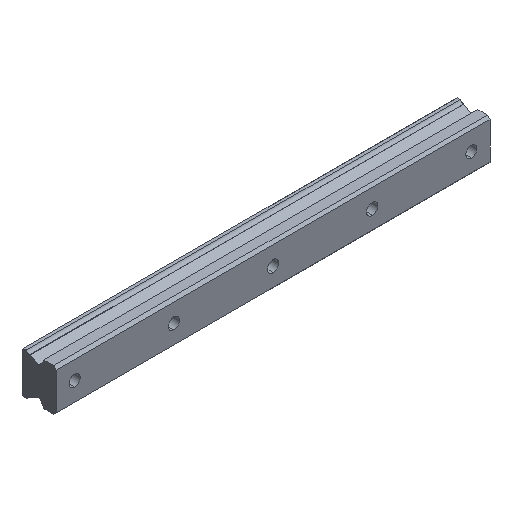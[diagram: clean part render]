
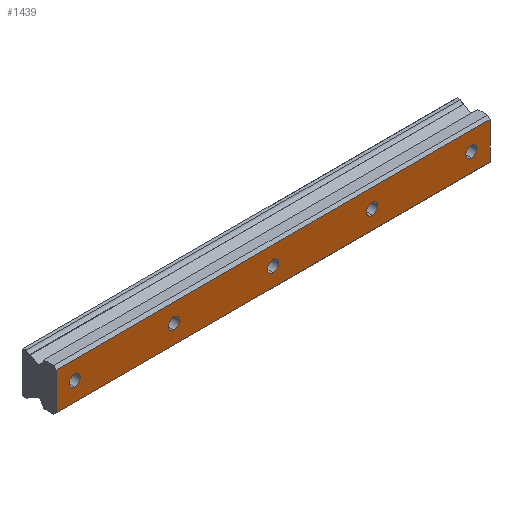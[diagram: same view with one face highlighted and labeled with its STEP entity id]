
A CAD part, isometric view. The second image highlights one B-rep face of the part: STEP entity #1439.
In plain terms, the highlighted planar face has unit normal (0, -1, 0).
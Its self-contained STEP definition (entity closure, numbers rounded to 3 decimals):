
#14 = ORIENTED_EDGE ( 'NONE', *, *, #377, .F. ) ;
#30 = EDGE_LOOP ( 'NONE', ( #811, #1144 ) ) ;
#31 = DIRECTION ( 'NONE',  ( 0., 0., 1. ) ) ;
#34 = CARTESIAN_POINT ( 'NONE',  ( 240., 0., 4.5 ) ) ;
#62 = DIRECTION ( 'NONE',  ( 0., 0., 1. ) ) ;
#74 = FACE_BOUND ( 'NONE', #1662, .T. ) ;
#78 = ORIENTED_EDGE ( 'NONE', *, *, #748, .F. ) ;
#82 = CARTESIAN_POINT ( 'NONE',  ( 80., 0., -4.5 ) ) ;
#84 = CARTESIAN_POINT ( 'NONE',  ( 335., 0., 14.95 ) ) ;
#86 = DIRECTION ( 'NONE',  ( 0., 0., 1. ) ) ;
#98 = VERTEX_POINT ( 'NONE', #34 ) ;
#138 = AXIS2_PLACEMENT_3D ( 'NONE', #619, #225, #86 ) ;
#159 = DIRECTION ( 'NONE',  ( 0., -1., 0. ) ) ;
#164 = DIRECTION ( 'NONE',  ( 0., 0., 1. ) ) ;
#178 = DIRECTION ( 'NONE',  ( 0., -1., 0. ) ) ;
#186 = CARTESIAN_POINT ( 'NONE',  ( 160., 0., 0. ) ) ;
#196 = EDGE_LOOP ( 'NONE', ( #1105, #720 ) ) ;
#198 = CARTESIAN_POINT ( 'NONE',  ( 0., 0., 4.5 ) ) ;
#206 = FACE_OUTER_BOUND ( 'NONE', #1167, .T. ) ;
#214 = DIRECTION ( 'NONE',  ( 0., 0., 1. ) ) ;
#216 = VECTOR ( 'NONE', #936, 1000. ) ;
#221 = VERTEX_POINT ( 'NONE', #1396 ) ;
#225 = DIRECTION ( 'NONE',  ( 0., -1., 0. ) ) ;
#231 = EDGE_CURVE ( 'NONE', #688, #1481, #324, .T. ) ;
#233 = DIRECTION ( 'NONE',  ( 0., 0., 1. ) ) ;
#244 = VECTOR ( 'NONE', #763, 1000. ) ;
#250 = VERTEX_POINT ( 'NONE', #1024 ) ;
#261 = EDGE_CURVE ( 'NONE', #972, #837, #617, .T. ) ;
#271 = AXIS2_PLACEMENT_3D ( 'NONE', #928, #528, #656 ) ;
#307 = LINE ( 'NONE', #989, #1110 ) ;
#324 = CIRCLE ( 'NONE', #838, 4.5 ) ;
#327 = CARTESIAN_POINT ( 'NONE',  ( -15., 0., -14.95 ) ) ;
#346 = EDGE_CURVE ( 'NONE', #1552, #221, #1177, .T. ) ;
#353 = CARTESIAN_POINT ( 'NONE',  ( 240., 0., 0. ) ) ;
#358 = AXIS2_PLACEMENT_3D ( 'NONE', #1328, #670, #31 ) ;
#362 = ORIENTED_EDGE ( 'NONE', *, *, #261, .F. ) ;
#377 = EDGE_CURVE ( 'NONE', #974, #511, #1165, .T. ) ;
#396 = EDGE_CURVE ( 'NONE', #837, #1552, #1068, .T. ) ;
#443 = CIRCLE ( 'NONE', #138, 4.5 ) ;
#446 = AXIS2_PLACEMENT_3D ( 'NONE', #1477, #178, #854 ) ;
#452 = EDGE_CURVE ( 'NONE', #250, #577, #1653, .T. ) ;
#468 = VERTEX_POINT ( 'NONE', #555 ) ;
#469 = EDGE_CURVE ( 'NONE', #1481, #688, #1030, .T. ) ;
#476 = FACE_BOUND ( 'NONE', #30, .T. ) ;
#505 = EDGE_CURVE ( 'NONE', #993, #468, #899, .T. ) ;
#511 = VERTEX_POINT ( 'NONE', #82 ) ;
#528 = DIRECTION ( 'NONE',  ( 0., -1., 0. ) ) ;
#555 = CARTESIAN_POINT ( 'NONE',  ( 160., 0., 4.5 ) ) ;
#562 = CARTESIAN_POINT ( 'NONE',  ( 320., 0., 0. ) ) ;
#577 = VERTEX_POINT ( 'NONE', #870 ) ;
#609 = AXIS2_PLACEMENT_3D ( 'NONE', #84, #1508, #214 ) ;
#617 = LINE ( 'NONE', #1134, #244 ) ;
#619 = CARTESIAN_POINT ( 'NONE',  ( 80., 0., 0. ) ) ;
#637 = DIRECTION ( 'NONE',  ( 0., -1., 0. ) ) ;
#646 = EDGE_LOOP ( 'NONE', ( #14, #878 ) ) ;
#656 = DIRECTION ( 'NONE',  ( 0., 0., 1. ) ) ;
#670 = DIRECTION ( 'NONE',  ( 0., -1., 0. ) ) ;
#672 = AXIS2_PLACEMENT_3D ( 'NONE', #924, #1445, #164 ) ;
#679 = DIRECTION ( 'NONE',  ( 0., 0., 1. ) ) ;
#688 = VERTEX_POINT ( 'NONE', #198 ) ;
#691 = DIRECTION ( 'NONE',  ( 0., -1., 0. ) ) ;
#720 = ORIENTED_EDGE ( 'NONE', *, *, #469, .F. ) ;
#721 = FACE_BOUND ( 'NONE', #196, .T. ) ;
#734 = CARTESIAN_POINT ( 'NONE',  ( 80., 0., 4.5 ) ) ;
#741 = AXIS2_PLACEMENT_3D ( 'NONE', #1420, #637, #1664 ) ;
#748 = EDGE_CURVE ( 'NONE', #221, #972, #307, .T. ) ;
#763 = DIRECTION ( 'NONE',  ( 0., 0., -1. ) ) ;
#774 = VERTEX_POINT ( 'NONE', #1624 ) ;
#783 = ORIENTED_EDGE ( 'NONE', *, *, #396, .F. ) ;
#800 = CARTESIAN_POINT ( 'NONE',  ( 0., 0., -4.5 ) ) ;
#811 = ORIENTED_EDGE ( 'NONE', *, *, #819, .F. ) ;
#819 = EDGE_CURVE ( 'NONE', #468, #993, #970, .T. ) ;
#837 = VERTEX_POINT ( 'NONE', #1325 ) ;
#838 = AXIS2_PLACEMENT_3D ( 'NONE', #1157, #1151, #233 ) ;
#854 = DIRECTION ( 'NONE',  ( 0., 0., 1. ) ) ;
#870 = CARTESIAN_POINT ( 'NONE',  ( 320., 0., 4.5 ) ) ;
#878 = ORIENTED_EDGE ( 'NONE', *, *, #1028, .F. ) ;
#899 = CIRCLE ( 'NONE', #1658, 4.5 ) ;
#924 = CARTESIAN_POINT ( 'NONE',  ( 160., 0., 0. ) ) ;
#928 = CARTESIAN_POINT ( 'NONE',  ( 0., 0., 0. ) ) ;
#929 = CIRCLE ( 'NONE', #741, 4.5 ) ;
#936 = DIRECTION ( 'NONE',  ( -1., 0., 0. ) ) ;
#970 = CIRCLE ( 'NONE', #672, 4.5 ) ;
#972 = VERTEX_POINT ( 'NONE', #1608 ) ;
#974 = VERTEX_POINT ( 'NONE', #734 ) ;
#989 = CARTESIAN_POINT ( 'NONE',  ( 335., 0., 14.95 ) ) ;
#990 = PLANE ( 'NONE',  #609 ) ;
#993 = VERTEX_POINT ( 'NONE', #1111 ) ;
#1011 = EDGE_LOOP ( 'NONE', ( #1360, #1129 ) ) ;
#1024 = CARTESIAN_POINT ( 'NONE',  ( 320., 0., -4.5 ) ) ;
#1028 = EDGE_CURVE ( 'NONE', #511, #974, #443, .T. ) ;
#1030 = CIRCLE ( 'NONE', #271, 4.5 ) ;
#1043 = CARTESIAN_POINT ( 'NONE',  ( -15., 0., 14.95 ) ) ;
#1068 = LINE ( 'NONE', #1170, #216 ) ;
#1105 = ORIENTED_EDGE ( 'NONE', *, *, #231, .F. ) ;
#1110 = VECTOR ( 'NONE', #1496, 1000. ) ;
#1111 = CARTESIAN_POINT ( 'NONE',  ( 160., 0., -4.5 ) ) ;
#1125 = EDGE_CURVE ( 'NONE', #98, #774, #929, .T. ) ;
#1129 = ORIENTED_EDGE ( 'NONE', *, *, #452, .F. ) ;
#1134 = CARTESIAN_POINT ( 'NONE',  ( 335., 0., 14.95 ) ) ;
#1144 = ORIENTED_EDGE ( 'NONE', *, *, #505, .F. ) ;
#1151 = DIRECTION ( 'NONE',  ( 0., -1., 0. ) ) ;
#1157 = CARTESIAN_POINT ( 'NONE',  ( 0., 0., 0. ) ) ;
#1165 = CIRCLE ( 'NONE', #358, 4.5 ) ;
#1167 = EDGE_LOOP ( 'NONE', ( #783, #362, #78, #1409 ) ) ;
#1170 = CARTESIAN_POINT ( 'NONE',  ( 335., 0., -14.95 ) ) ;
#1173 = CIRCLE ( 'NONE', #1502, 4.5 ) ;
#1177 = LINE ( 'NONE', #1043, #1522 ) ;
#1236 = DIRECTION ( 'NONE',  ( 0., 0., 1. ) ) ;
#1238 = FACE_BOUND ( 'NONE', #1011, .T. ) ;
#1246 = ORIENTED_EDGE ( 'NONE', *, *, #1675, .F. ) ;
#1257 = DIRECTION ( 'NONE',  ( 0., -1., 0. ) ) ;
#1325 = CARTESIAN_POINT ( 'NONE',  ( 335., 0., -14.95 ) ) ;
#1328 = CARTESIAN_POINT ( 'NONE',  ( 80., 0., 0. ) ) ;
#1360 = ORIENTED_EDGE ( 'NONE', *, *, #1368, .F. ) ;
#1368 = EDGE_CURVE ( 'NONE', #577, #250, #1553, .T. ) ;
#1373 = ORIENTED_EDGE ( 'NONE', *, *, #1125, .F. ) ;
#1396 = CARTESIAN_POINT ( 'NONE',  ( -15., 0., 14.95 ) ) ;
#1409 = ORIENTED_EDGE ( 'NONE', *, *, #346, .F. ) ;
#1420 = CARTESIAN_POINT ( 'NONE',  ( 240., 0., 0. ) ) ;
#1439 = ADVANCED_FACE ( 'NONE', ( #206, #721, #1238, #74, #476, #1514 ), #990, .F. ) ;
#1445 = DIRECTION ( 'NONE',  ( 0., -1., 0. ) ) ;
#1477 = CARTESIAN_POINT ( 'NONE',  ( 320., 0., 0. ) ) ;
#1481 = VERTEX_POINT ( 'NONE', #800 ) ;
#1496 = DIRECTION ( 'NONE',  ( 1., 0., 0. ) ) ;
#1502 = AXIS2_PLACEMENT_3D ( 'NONE', #353, #1257, #1236 ) ;
#1508 = DIRECTION ( 'NONE',  ( 0., 1., 0. ) ) ;
#1514 = FACE_BOUND ( 'NONE', #646, .T. ) ;
#1522 = VECTOR ( 'NONE', #1582, 1000. ) ;
#1543 = AXIS2_PLACEMENT_3D ( 'NONE', #562, #159, #679 ) ;
#1552 = VERTEX_POINT ( 'NONE', #327 ) ;
#1553 = CIRCLE ( 'NONE', #446, 4.5 ) ;
#1582 = DIRECTION ( 'NONE',  ( 0., 0., 1. ) ) ;
#1608 = CARTESIAN_POINT ( 'NONE',  ( 335., 0., 14.95 ) ) ;
#1624 = CARTESIAN_POINT ( 'NONE',  ( 240., 0., -4.5 ) ) ;
#1653 = CIRCLE ( 'NONE', #1543, 4.5 ) ;
#1658 = AXIS2_PLACEMENT_3D ( 'NONE', #186, #691, #62 ) ;
#1662 = EDGE_LOOP ( 'NONE', ( #1373, #1246 ) ) ;
#1664 = DIRECTION ( 'NONE',  ( 0., 0., 1. ) ) ;
#1675 = EDGE_CURVE ( 'NONE', #774, #98, #1173, .T. ) ;
